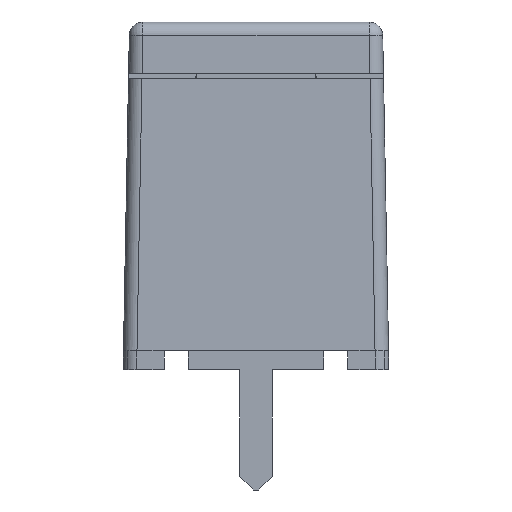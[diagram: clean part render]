
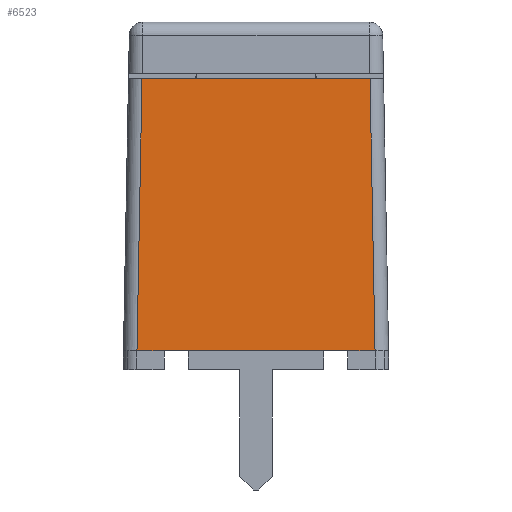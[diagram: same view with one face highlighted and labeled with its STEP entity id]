
A CAD part, left-side view. The second image highlights one B-rep face of the part: STEP entity #6523.
In plain terms, the highlighted planar face has unit normal (-1, 0, 0.018).
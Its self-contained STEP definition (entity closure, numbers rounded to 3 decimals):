
#352 = ORIENTED_EDGE ( 'NONE', *, *, #14174, .F. ) ;
#924 = CARTESIAN_POINT ( 'NONE',  ( -12.4, 3.4, 0. ) ) ;
#981 = CARTESIAN_POINT ( 'NONE',  ( -12.4, -4.4, 0. ) ) ;
#1108 = DIRECTION ( 'NONE',  ( -1., 0., 0.019 ) ) ;
#1291 = VERTEX_POINT ( 'NONE', #5820 ) ;
#1315 = DIRECTION ( 'NONE',  ( 0.019, 0.019, 1. ) ) ;
#1836 = VERTEX_POINT ( 'NONE', #981 ) ;
#2835 = LINE ( 'NONE', #18542, #4863 ) ;
#3427 = LINE ( 'NONE', #17893, #9135 ) ;
#3505 = ORIENTED_EDGE ( 'NONE', *, *, #4318, .F. ) ;
#4318 = EDGE_CURVE ( 'NONE', #15222, #5234, #14446, .T. ) ;
#4592 = FACE_OUTER_BOUND ( 'NONE', #12244, .T. ) ;
#4746 = VECTOR ( 'NONE', #6191, 1000. ) ;
#4796 = LINE ( 'NONE', #16287, #12807 ) ;
#4863 = VECTOR ( 'NONE', #14049, 1000. ) ;
#5234 = VERTEX_POINT ( 'NONE', #14070 ) ;
#5820 = CARTESIAN_POINT ( 'NONE',  ( -12.4, 4.4, 0. ) ) ;
#6191 = DIRECTION ( 'NONE',  ( 0., 1., 0. ) ) ;
#6523 = ADVANCED_FACE ( 'NONE', ( #4592 ), #9044, .T. ) ;
#6888 = ORIENTED_EDGE ( 'NONE', *, *, #17071, .T. ) ;
#7341 = VERTEX_POINT ( 'NONE', #924 ) ;
#8007 = CARTESIAN_POINT ( 'NONE',  ( -12.4, -3.4, 0. ) ) ;
#8108 = DIRECTION ( 'NONE',  ( 0., -1., 0. ) ) ;
#9044 = PLANE ( 'NONE',  #20518 ) ;
#9076 = ORIENTED_EDGE ( 'NONE', *, *, #14280, .T. ) ;
#9135 = VECTOR ( 'NONE', #11677, 1000. ) ;
#9344 = DIRECTION ( 'NONE',  ( 0.019, 0., 1. ) ) ;
#9347 = LINE ( 'NONE', #15782, #12955 ) ;
#10138 = VECTOR ( 'NONE', #10938, 1000. ) ;
#10938 = DIRECTION ( 'NONE',  ( 0., -1., 0. ) ) ;
#11677 = DIRECTION ( 'NONE',  ( -0.019, 0.019, -1. ) ) ;
#12227 = ORIENTED_EDGE ( 'NONE', *, *, #16413, .T. ) ;
#12244 = EDGE_LOOP ( 'NONE', ( #3505, #9076, #19321, #12227, #352, #6888 ) ) ;
#12618 = CARTESIAN_POINT ( 'NONE',  ( -12.396, 0., 0.23 ) ) ;
#12807 = VECTOR ( 'NONE', #8108, 1000. ) ;
#12846 = LINE ( 'NONE', #19204, #4746 ) ;
#12955 = VECTOR ( 'NONE', #1315, 1000. ) ;
#13390 = EDGE_CURVE ( 'NONE', #1291, #7341, #4796, .T. ) ;
#14049 = DIRECTION ( 'NONE',  ( 0., -1., 0. ) ) ;
#14070 = CARTESIAN_POINT ( 'NONE',  ( -12.214, -4.214, 10.05 ) ) ;
#14174 = EDGE_CURVE ( 'NONE', #1836, #16213, #12846, .T. ) ;
#14280 = EDGE_CURVE ( 'NONE', #15222, #1291, #3427, .T. ) ;
#14446 = LINE ( 'NONE', #17692, #10138 ) ;
#15222 = VERTEX_POINT ( 'NONE', #15458 ) ;
#15458 = CARTESIAN_POINT ( 'NONE',  ( -12.214, 4.214, 10.05 ) ) ;
#15782 = CARTESIAN_POINT ( 'NONE',  ( -12.394, -4.394, 0.311 ) ) ;
#16213 = VERTEX_POINT ( 'NONE', #8007 ) ;
#16287 = CARTESIAN_POINT ( 'NONE',  ( -12.4, 4.9, 0. ) ) ;
#16413 = EDGE_CURVE ( 'NONE', #7341, #16213, #2835, .T. ) ;
#17071 = EDGE_CURVE ( 'NONE', #1836, #5234, #9347, .T. ) ;
#17692 = CARTESIAN_POINT ( 'NONE',  ( -12.214, 0., 10.05 ) ) ;
#17893 = CARTESIAN_POINT ( 'NONE',  ( -12.394, 4.394, 0.311 ) ) ;
#18542 = CARTESIAN_POINT ( 'NONE',  ( -12.4, 4.9, 0. ) ) ;
#19204 = CARTESIAN_POINT ( 'NONE',  ( -12.4, -4.4, 0. ) ) ;
#19321 = ORIENTED_EDGE ( 'NONE', *, *, #13390, .T. ) ;
#20518 = AXIS2_PLACEMENT_3D ( 'NONE', #12618, #1108, #9344 ) ;
